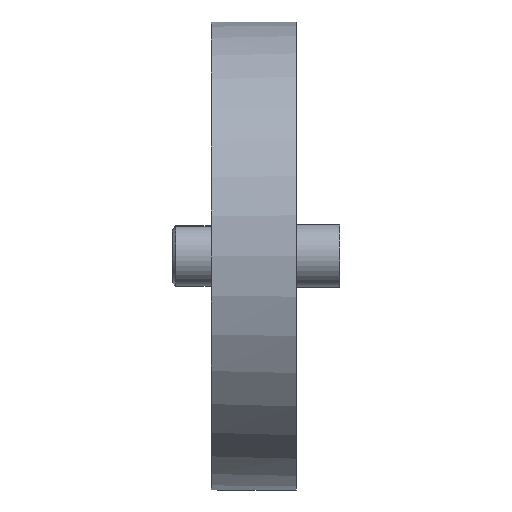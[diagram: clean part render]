
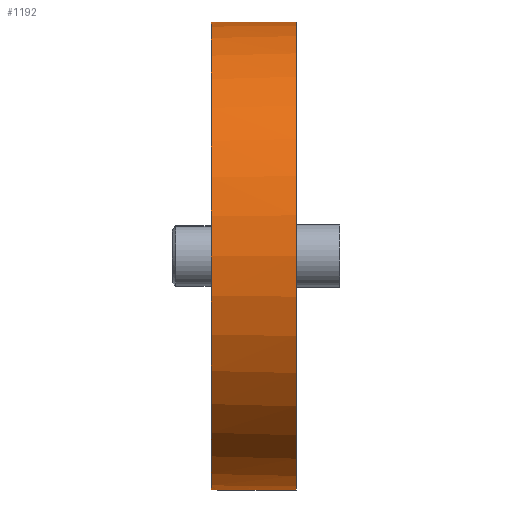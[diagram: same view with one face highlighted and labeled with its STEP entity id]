
A CAD part, left-side view. The second image highlights one B-rep face of the part: STEP entity #1192.
In plain terms, the highlighted cylindrical face has radius 34.95 mm (diameter 69.9 mm), a partial arc.
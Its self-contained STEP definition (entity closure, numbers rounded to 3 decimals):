
#111 = CARTESIAN_POINT ( 'NONE',  ( 0., 0., 0. ) ) ;
#135 = VERTEX_POINT ( 'NONE', #2977 ) ;
#167 = CARTESIAN_POINT ( 'NONE',  ( -1., 0., -34.936 ) ) ;
#184 = CIRCLE ( 'NONE', #1131, 34.95 ) ;
#243 = CARTESIAN_POINT ( 'NONE',  ( -0.262, -0.974, 34.949 ) ) ;
#360 = CARTESIAN_POINT ( 'NONE',  ( 0., -12.7, -34.95 ) ) ;
#374 = DIRECTION ( 'NONE',  ( 0., 0., 1. ) ) ;
#502 = CARTESIAN_POINT ( 'NONE',  ( 0., -1., 34.95 ) ) ;
#540 = EDGE_CURVE ( 'NONE', #3009, #135, #1441, .T. ) ;
#613 = DIRECTION ( 'NONE',  ( 0., 1., 0. ) ) ;
#676 = CARTESIAN_POINT ( 'NONE',  ( -1., 0., 34.936 ) ) ;
#757 = CARTESIAN_POINT ( 'NONE',  ( 0., -12.7, -34.95 ) ) ;
#770 = CARTESIAN_POINT ( 'NONE',  ( 0., -12.7, 0. ) ) ;
#794 = CIRCLE ( 'NONE', #1588, 34.95 ) ;
#903 = CARTESIAN_POINT ( 'NONE',  ( -0.799, -0.615, -34.941 ) ) ;
#1045 = DIRECTION ( 'NONE',  ( 0., 0., 1. ) ) ;
#1131 = AXIS2_PLACEMENT_3D ( 'NONE', #770, #2652, #1045 ) ;
#1166 = CARTESIAN_POINT ( 'NONE',  ( -0.503, -0.874, -34.947 ) ) ;
#1192 = ADVANCED_FACE ( 'NONE', ( #2735 ), #2325, .T. ) ;
#1198 = EDGE_CURVE ( 'NONE', #3168, #2125, #184, .T. ) ;
#1213 = CARTESIAN_POINT ( 'NONE',  ( 0., -12.7, 34.95 ) ) ;
#1297 = CARTESIAN_POINT ( 'NONE',  ( -0.974, -0.262, 34.936 ) ) ;
#1314 = AXIS2_PLACEMENT_3D ( 'NONE', #2894, #2906, #2637 ) ;
#1421 = EDGE_LOOP ( 'NONE', ( #3063, #1780, #1627, #1858, #1979, #2962 ) ) ;
#1425 = VECTOR ( 'NONE', #2563, 1000. ) ;
#1433 = CARTESIAN_POINT ( 'NONE',  ( -0.13, -1., -34.95 ) ) ;
#1441 = B_SPLINE_CURVE_WITH_KNOTS ( 'NONE', 3,
 ( #2639, #2908, #1297, #3182, #1573, #3454, #1838, #243, #2116, #502 ),
 .UNSPECIFIED., .F., .F.,
 ( 4, 2, 2, 2, 4 ),
 ( 0., 0., 0.001, 0.001, 0.002 ),
 .UNSPECIFIED. ) ;
#1502 = CARTESIAN_POINT ( 'NONE',  ( 0., -1., -34.95 ) ) ;
#1573 = CARTESIAN_POINT ( 'NONE',  ( -0.799, -0.615, 34.941 ) ) ;
#1588 = AXIS2_PLACEMENT_3D ( 'NONE', #111, #1981, #374 ) ;
#1627 = ORIENTED_EDGE ( 'NONE', *, *, #2350, .T. ) ;
#1735 = EDGE_CURVE ( 'NONE', #3044, #3038, #3257, .T. ) ;
#1780 = ORIENTED_EDGE ( 'NONE', *, *, #1198, .T. ) ;
#1838 = CARTESIAN_POINT ( 'NONE',  ( -0.503, -0.874, 34.947 ) ) ;
#1858 = ORIENTED_EDGE ( 'NONE', *, *, #540, .F. ) ;
#1964 = CARTESIAN_POINT ( 'NONE',  ( -1., -0.132, -34.936 ) ) ;
#1979 = ORIENTED_EDGE ( 'NONE', *, *, #2876, .F. ) ;
#1981 = DIRECTION ( 'NONE',  ( 0., 1., 0. ) ) ;
#2116 = CARTESIAN_POINT ( 'NONE',  ( -0.13, -1., 34.95 ) ) ;
#2125 = VERTEX_POINT ( 'NONE', #2740 ) ;
#2218 = EDGE_CURVE ( 'NONE', #3168, #3038, #3224, .T. ) ;
#2242 = CARTESIAN_POINT ( 'NONE',  ( -1., 0., -34.936 ) ) ;
#2325 = CYLINDRICAL_SURFACE ( 'NONE', #1314, 34.95 ) ;
#2350 = EDGE_CURVE ( 'NONE', #2125, #135, #2476, .T. ) ;
#2476 = LINE ( 'NONE', #1213, #1425 ) ;
#2490 = CARTESIAN_POINT ( 'NONE',  ( -0.974, -0.262, -34.936 ) ) ;
#2502 = CARTESIAN_POINT ( 'NONE',  ( -0.874, -0.504, -34.939 ) ) ;
#2563 = DIRECTION ( 'NONE',  ( 0., 1., 0. ) ) ;
#2637 = DIRECTION ( 'NONE',  ( 0., 0., 1. ) ) ;
#2639 = CARTESIAN_POINT ( 'NONE',  ( -1., 0., 34.936 ) ) ;
#2652 = DIRECTION ( 'NONE',  ( 0., 1., 0. ) ) ;
#2735 = FACE_OUTER_BOUND ( 'NONE', #1421, .T. ) ;
#2740 = CARTESIAN_POINT ( 'NONE',  ( 0., -12.7, 34.95 ) ) ;
#2772 = CARTESIAN_POINT ( 'NONE',  ( -0.615, -0.8, -34.945 ) ) ;
#2876 = EDGE_CURVE ( 'NONE', #3044, #3009, #794, .T. ) ;
#2894 = CARTESIAN_POINT ( 'NONE',  ( 0., -12.7, 0. ) ) ;
#2906 = DIRECTION ( 'NONE',  ( 0., 1., 0. ) ) ;
#2908 = CARTESIAN_POINT ( 'NONE',  ( -1., -0.132, 34.936 ) ) ;
#2962 = ORIENTED_EDGE ( 'NONE', *, *, #1735, .T. ) ;
#2977 = CARTESIAN_POINT ( 'NONE',  ( 0., -1., 34.95 ) ) ;
#3009 = VERTEX_POINT ( 'NONE', #676 ) ;
#3038 = VERTEX_POINT ( 'NONE', #1502 ) ;
#3040 = CARTESIAN_POINT ( 'NONE',  ( -0.262, -0.974, -34.949 ) ) ;
#3044 = VERTEX_POINT ( 'NONE', #167 ) ;
#3063 = ORIENTED_EDGE ( 'NONE', *, *, #2218, .F. ) ;
#3095 = VECTOR ( 'NONE', #613, 1000. ) ;
#3168 = VERTEX_POINT ( 'NONE', #757 ) ;
#3182 = CARTESIAN_POINT ( 'NONE',  ( -0.874, -0.504, 34.939 ) ) ;
#3224 = LINE ( 'NONE', #360, #3095 ) ;
#3257 = B_SPLINE_CURVE_WITH_KNOTS ( 'NONE', 3,
 ( #2242, #1964, #2490, #2502, #903, #2772, #1166, #3040, #1433, #3322 ),
 .UNSPECIFIED., .F., .F.,
 ( 4, 2, 2, 2, 4 ),
 ( 0., 0., 0.001, 0.001, 0.002 ),
 .UNSPECIFIED. ) ;
#3322 = CARTESIAN_POINT ( 'NONE',  ( 0., -1., -34.95 ) ) ;
#3454 = CARTESIAN_POINT ( 'NONE',  ( -0.615, -0.8, 34.945 ) ) ;
